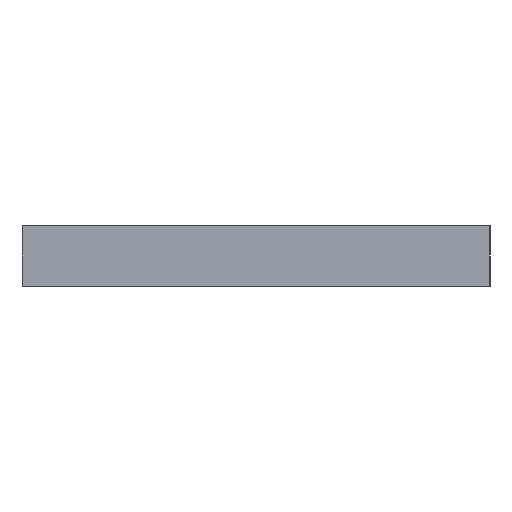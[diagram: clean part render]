
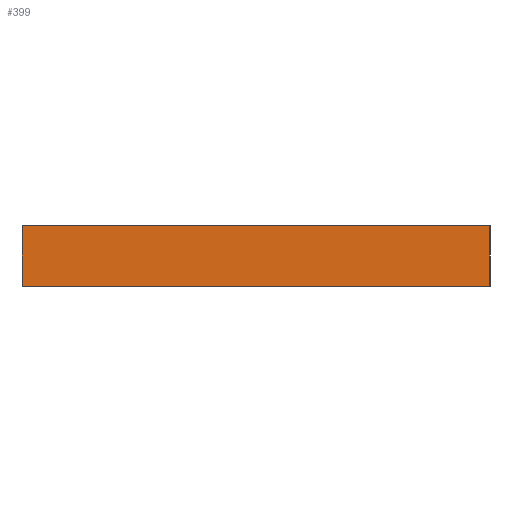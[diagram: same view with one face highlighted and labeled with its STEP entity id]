
A CAD part, left-side view. The second image highlights one B-rep face of the part: STEP entity #399.
In plain terms, the highlighted planar face has unit normal (-1, 0, 0).
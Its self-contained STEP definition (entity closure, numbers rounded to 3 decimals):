
#399=ADVANCED_FACE('',(#761),#763,.T.);
#761=FACE_BOUND('',#762,.T.);
#762=EDGE_LOOP('',(#1020,#1021,#1022,#1023));
#763=PLANE('',#764);
#764=AXIS2_PLACEMENT_3D('',#765,#766,#767);
#765=CARTESIAN_POINT('',(-159.75,0.,0.));
#766=DIRECTION('',(-1.,0.,0.));
#767=DIRECTION('',(0.,-1.,0.));
#1020=ORIENTED_EDGE('',*,*,#1035,.T.);
#1021=ORIENTED_EDGE('',*,*,#1145,.T.);
#1022=ORIENTED_EDGE('',*,*,#1070,.F.);
#1023=ORIENTED_EDGE('',*,*,#1142,.F.);
#1035=EDGE_CURVE('',#1147,#1151,#1153,.T.);
#1070=EDGE_CURVE('',#1222,#1223,#1224,.T.);
#1142=EDGE_CURVE('',#1147,#1222,#1336,.T.);
#1145=EDGE_CURVE('',#1151,#1223,#1339,.T.);
#1147=VERTEX_POINT('',#1341);
#1151=VERTEX_POINT('',#1349);
#1153=LINE('',#1353,#1354);
#1222=VERTEX_POINT('',#1496);
#1223=VERTEX_POINT('',#1497);
#1224=LINE('',#1498,#1499);
#1336=LINE('',#1762,#1763);
#1339=LINE('',#1771,#1772);
#1341=CARTESIAN_POINT('',(-159.75,0.,0.));
#1349=CARTESIAN_POINT('',(-159.75,-31.,0.));
#1353=CARTESIAN_POINT('',(-159.75,0.,0.));
#1354=VECTOR('',#1355,1.);
#1355=DIRECTION('',(0.,-1.,0.));
#1496=CARTESIAN_POINT('',(-159.75,0.,4.));
#1497=CARTESIAN_POINT('',(-159.75,-31.,4.));
#1498=CARTESIAN_POINT('',(-159.75,0.,4.));
#1499=VECTOR('',#1500,1.);
#1500=DIRECTION('',(0.,-1.,0.));
#1762=CARTESIAN_POINT('',(-159.75,0.,0.));
#1763=VECTOR('',#1764,1.);
#1764=DIRECTION('',(0.,0.,1.));
#1771=CARTESIAN_POINT('',(-159.75,-31.,0.));
#1772=VECTOR('',#1773,1.);
#1773=DIRECTION('',(0.,0.,1.));
